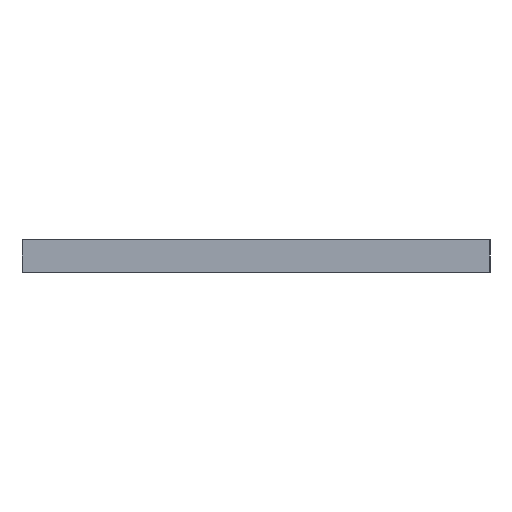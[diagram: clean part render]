
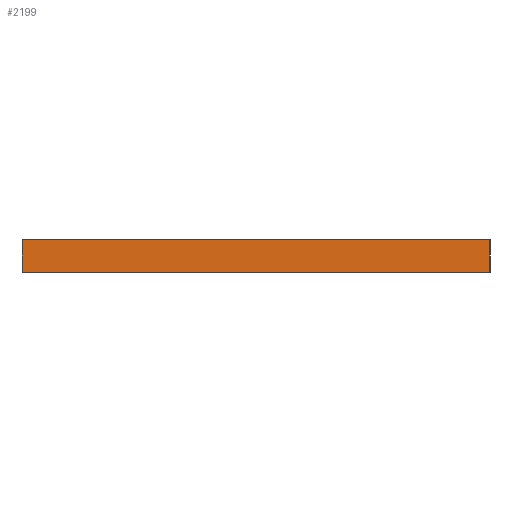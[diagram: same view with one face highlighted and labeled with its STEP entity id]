
A CAD part, left-side view. The second image highlights one B-rep face of the part: STEP entity #2199.
In plain terms, the highlighted planar face has unit normal (-1, 0, 0).
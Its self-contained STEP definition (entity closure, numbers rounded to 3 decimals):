
#55 = PLANE('',#56);
#56 = AXIS2_PLACEMENT_3D('',#57,#58,#59);
#57 = CARTESIAN_POINT('',(126.276,-116.434,0.));
#58 = DIRECTION('',(0.,1.,0.));
#59 = DIRECTION('',(1.,0.,0.));
#83 = PLANE('',#84);
#84 = AXIS2_PLACEMENT_3D('',#85,#86,#87);
#85 = CARTESIAN_POINT('',(147.026,-104.266,1.6));
#86 = DIRECTION('',(0.,0.,1.));
#87 = DIRECTION('',(1.,0.,-0.));
#137 = PLANE('',#138);
#138 = AXIS2_PLACEMENT_3D('',#139,#140,#141);
#139 = CARTESIAN_POINT('',(147.026,-104.266,0.));
#140 = DIRECTION('',(0.,0.,1.));
#141 = DIRECTION('',(1.,0.,-0.));
#152 = EDGE_CURVE('',#153,#155,#157,.T.);
#153 = VERTEX_POINT('',#154);
#154 = CARTESIAN_POINT('',(126.276,-116.434,0.));
#155 = VERTEX_POINT('',#156);
#156 = CARTESIAN_POINT('',(126.276,-116.434,1.6));
#157 = SURFACE_CURVE('',#158,(#162,#169),.PCURVE_S1.);
#158 = LINE('',#159,#160);
#159 = CARTESIAN_POINT('',(126.276,-116.434,0.));
#160 = VECTOR('',#161,1.);
#161 = DIRECTION('',(0.,0.,1.));
#162 = PCURVE('',#55,#163);
#163 = DEFINITIONAL_REPRESENTATION('',(#164),#168);
#164 = LINE('',#165,#166);
#165 = CARTESIAN_POINT('',(0.,0.));
#166 = VECTOR('',#167,1.);
#167 = DIRECTION('',(0.,-1.));
#168 = ( GEOMETRIC_REPRESENTATION_CONTEXT(2) 
PARAMETRIC_REPRESENTATION_CONTEXT() REPRESENTATION_CONTEXT('2D SPACE',''
  ) );
#169 = PCURVE('',#170,#175);
#170 = PLANE('',#171);
#171 = AXIS2_PLACEMENT_3D('',#172,#173,#174);
#172 = CARTESIAN_POINT('',(126.276,-93.574,0.));
#173 = DIRECTION('',(1.,0.,-0.));
#174 = DIRECTION('',(0.,-1.,0.));
#175 = DEFINITIONAL_REPRESENTATION('',(#176),#180);
#176 = LINE('',#177,#178);
#177 = CARTESIAN_POINT('',(22.86,0.));
#178 = VECTOR('',#179,1.);
#179 = DIRECTION('',(0.,-1.));
#180 = ( GEOMETRIC_REPRESENTATION_CONTEXT(2) 
PARAMETRIC_REPRESENTATION_CONTEXT() REPRESENTATION_CONTEXT('2D SPACE',''
  ) );
#386 = VERTEX_POINT('',#387);
#387 = CARTESIAN_POINT('',(126.276,-93.574,0.));
#401 = PLANE('',#402);
#402 = AXIS2_PLACEMENT_3D('',#403,#404,#405);
#403 = CARTESIAN_POINT('',(137.706,-93.574,0.));
#404 = DIRECTION('',(0.,-1.,0.));
#405 = DIRECTION('',(-1.,0.,0.));
#413 = EDGE_CURVE('',#386,#153,#414,.T.);
#414 = SURFACE_CURVE('',#415,(#419,#426),.PCURVE_S1.);
#415 = LINE('',#416,#417);
#416 = CARTESIAN_POINT('',(126.276,-93.574,0.));
#417 = VECTOR('',#418,1.);
#418 = DIRECTION('',(0.,-1.,0.));
#419 = PCURVE('',#137,#420);
#420 = DEFINITIONAL_REPRESENTATION('',(#421),#425);
#421 = LINE('',#422,#423);
#422 = CARTESIAN_POINT('',(-20.75,10.693));
#423 = VECTOR('',#424,1.);
#424 = DIRECTION('',(0.,-1.));
#425 = ( GEOMETRIC_REPRESENTATION_CONTEXT(2) 
PARAMETRIC_REPRESENTATION_CONTEXT() REPRESENTATION_CONTEXT('2D SPACE',''
  ) );
#426 = PCURVE('',#170,#427);
#427 = DEFINITIONAL_REPRESENTATION('',(#428),#432);
#428 = LINE('',#429,#430);
#429 = CARTESIAN_POINT('',(0.,0.));
#430 = VECTOR('',#431,1.);
#431 = DIRECTION('',(1.,0.));
#432 = ( GEOMETRIC_REPRESENTATION_CONTEXT(2) 
PARAMETRIC_REPRESENTATION_CONTEXT() REPRESENTATION_CONTEXT('2D SPACE',''
  ) );
#1408 = VERTEX_POINT('',#1409);
#1409 = CARTESIAN_POINT('',(126.276,-93.574,1.6));
#1430 = EDGE_CURVE('',#1408,#155,#1431,.T.);
#1431 = SURFACE_CURVE('',#1432,(#1436,#1443),.PCURVE_S1.);
#1432 = LINE('',#1433,#1434);
#1433 = CARTESIAN_POINT('',(126.276,-93.574,1.6));
#1434 = VECTOR('',#1435,1.);
#1435 = DIRECTION('',(0.,-1.,0.));
#1436 = PCURVE('',#83,#1437);
#1437 = DEFINITIONAL_REPRESENTATION('',(#1438),#1442);
#1438 = LINE('',#1439,#1440);
#1439 = CARTESIAN_POINT('',(-20.75,10.693));
#1440 = VECTOR('',#1441,1.);
#1441 = DIRECTION('',(0.,-1.));
#1442 = ( GEOMETRIC_REPRESENTATION_CONTEXT(2) 
PARAMETRIC_REPRESENTATION_CONTEXT() REPRESENTATION_CONTEXT('2D SPACE',''
  ) );
#1443 = PCURVE('',#170,#1444);
#1444 = DEFINITIONAL_REPRESENTATION('',(#1445),#1449);
#1445 = LINE('',#1446,#1447);
#1446 = CARTESIAN_POINT('',(0.,-1.6));
#1447 = VECTOR('',#1448,1.);
#1448 = DIRECTION('',(1.,0.));
#1449 = ( GEOMETRIC_REPRESENTATION_CONTEXT(2) 
PARAMETRIC_REPRESENTATION_CONTEXT() REPRESENTATION_CONTEXT('2D SPACE',''
  ) );
#2199 = ADVANCED_FACE('',(#2200),#170,.F.);
#2200 = FACE_BOUND('',#2201,.F.);
#2201 = EDGE_LOOP('',(#2202,#2223,#2224,#2225));
#2202 = ORIENTED_EDGE('',*,*,#2203,.T.);
#2203 = EDGE_CURVE('',#386,#1408,#2204,.T.);
#2204 = SURFACE_CURVE('',#2205,(#2209,#2216),.PCURVE_S1.);
#2205 = LINE('',#2206,#2207);
#2206 = CARTESIAN_POINT('',(126.276,-93.574,0.));
#2207 = VECTOR('',#2208,1.);
#2208 = DIRECTION('',(0.,0.,1.));
#2209 = PCURVE('',#170,#2210);
#2210 = DEFINITIONAL_REPRESENTATION('',(#2211),#2215);
#2211 = LINE('',#2212,#2213);
#2212 = CARTESIAN_POINT('',(0.,0.));
#2213 = VECTOR('',#2214,1.);
#2214 = DIRECTION('',(0.,-1.));
#2215 = ( GEOMETRIC_REPRESENTATION_CONTEXT(2) 
PARAMETRIC_REPRESENTATION_CONTEXT() REPRESENTATION_CONTEXT('2D SPACE',''
  ) );
#2216 = PCURVE('',#401,#2217);
#2217 = DEFINITIONAL_REPRESENTATION('',(#2218),#2222);
#2218 = LINE('',#2219,#2220);
#2219 = CARTESIAN_POINT('',(11.43,0.));
#2220 = VECTOR('',#2221,1.);
#2221 = DIRECTION('',(0.,-1.));
#2222 = ( GEOMETRIC_REPRESENTATION_CONTEXT(2) 
PARAMETRIC_REPRESENTATION_CONTEXT() REPRESENTATION_CONTEXT('2D SPACE',''
  ) );
#2223 = ORIENTED_EDGE('',*,*,#1430,.T.);
#2224 = ORIENTED_EDGE('',*,*,#152,.F.);
#2225 = ORIENTED_EDGE('',*,*,#413,.F.);
